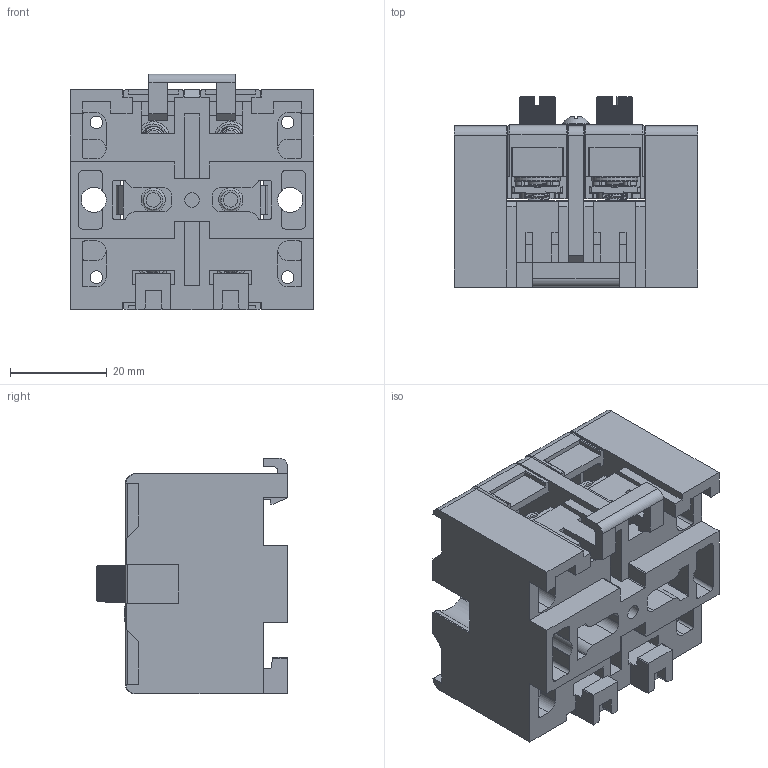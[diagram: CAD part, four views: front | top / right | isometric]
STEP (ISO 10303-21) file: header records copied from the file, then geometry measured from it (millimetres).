
FILE_DESCRIPTION(/* description */ (''),/* implementation_level */ '2;1');
FILE_NAME(/* name */ 'HDTB-SB-2.stp',/* time_stamp */ '2025-03-18T18:31:10+05:30',/* author */ ('Amit Mane'),/* organization */ (''),/* preprocessor_version */ 'ST-DEVELOPER v20',/* originating_system */ 'Autodesk Inventor 2024',/* authorisation */ '');
FILE_SCHEMA (('AUTOMOTIVE_DESIGN { 1 0 10303 214 3 1 1 }'));
Products named in the file (1): 25T30135G02_Simplify_2
Bounding box: 50.3 x 39.4 x 48.75 mm (x, y, z)
Volume: 43319.4 mm3; surface area: 33595.7 mm2
Topology: 9 solids, 12 shells, 1976 faces, 5587 edges, 3665 vertices
Faces by surface type: plane 1096, cylinder 636, bspline 103, cone 71, torus 57, sphere 13
Full cylindrical faces by diameter (mm): 1.699 x6, 2.2 x4, 2.3 x2, 2.4 x7, 2.65 x4, 2.7 x1, 2.8 x1, 3 x28, 3.2 x4, 3.3 x4, 3.5 x3, 3.6 x4, 3.795 x28, 3.8 x2, 4 x2, 4.826 x32, 4.92 x4, 5 x4, 5.2 x2, 5.867 x4, 8.5 x4, 9.474 x4
Entity records: 91144 total; most frequent: CARTESIAN_POINT 41235, ORIENTED_EDGE 11158, DIRECTION 9828, EDGE_CURVE 5579, VERTEX_POINT 3665, AXIS2_PLACEMENT_3D 3345, LINE 3138, VECTOR 3138
